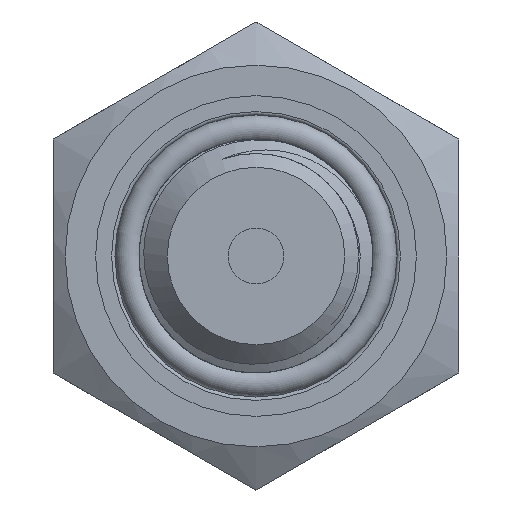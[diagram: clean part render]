
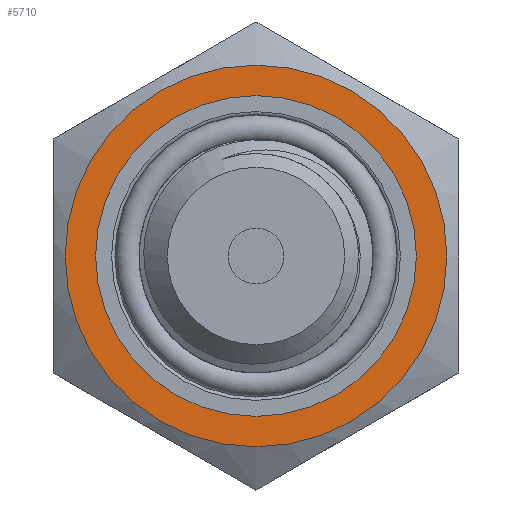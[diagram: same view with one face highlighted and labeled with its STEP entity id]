
A CAD part, left-side view. The second image highlights one B-rep face of the part: STEP entity #5710.
In plain terms, the highlighted planar face has unit normal (-1, 0, 0).
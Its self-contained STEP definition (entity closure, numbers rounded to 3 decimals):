
#313=FACE_BOUND('',#1015,.T.);
#349=PLANE('',#5920);
#662=FACE_OUTER_BOUND('',#1014,.T.);
#1014=EDGE_LOOP('',(#5204));
#1015=EDGE_LOOP('',(#5205));
#1102=CIRCLE('',#5900,11.3);
#1110=CIRCLE('',#5919,9.5);
#2702=VERTEX_POINT('',#13326);
#2721=VERTEX_POINT('',#14895);
#3524=EDGE_CURVE('',#2702,#2702,#1102,.T.);
#3558=EDGE_CURVE('',#2721,#2721,#1110,.T.);
#5204=ORIENTED_EDGE('',*,*,#3524,.T.);
#5205=ORIENTED_EDGE('',*,*,#3558,.T.);
#5710=ADVANCED_FACE('',(#662,#313),#349,.T.);
#5900=AXIS2_PLACEMENT_3D('',#13327,#6481,#6482);
#5919=AXIS2_PLACEMENT_3D('',#14896,#6528,#6529);
#5920=AXIS2_PLACEMENT_3D('',#14898,#6531,#6532);
#6481=DIRECTION('center_axis',(-1.,0.,0.));
#6482=DIRECTION('ref_axis',(0.,1.,0.));
#6528=DIRECTION('center_axis',(1.,0.,0.));
#6529=DIRECTION('ref_axis',(0.,0.,-1.));
#6531=DIRECTION('center_axis',(-1.,0.,0.));
#6532=DIRECTION('ref_axis',(0.,0.,1.));
#13326=CARTESIAN_POINT('',(14.,-11.3,0.));
#13327=CARTESIAN_POINT('Origin',(14.,0.,0.));
#14895=CARTESIAN_POINT('',(14.,-9.5,0.));
#14896=CARTESIAN_POINT('Origin',(14.,0.,0.));
#14898=CARTESIAN_POINT('Origin',(14.,12.,0.));
